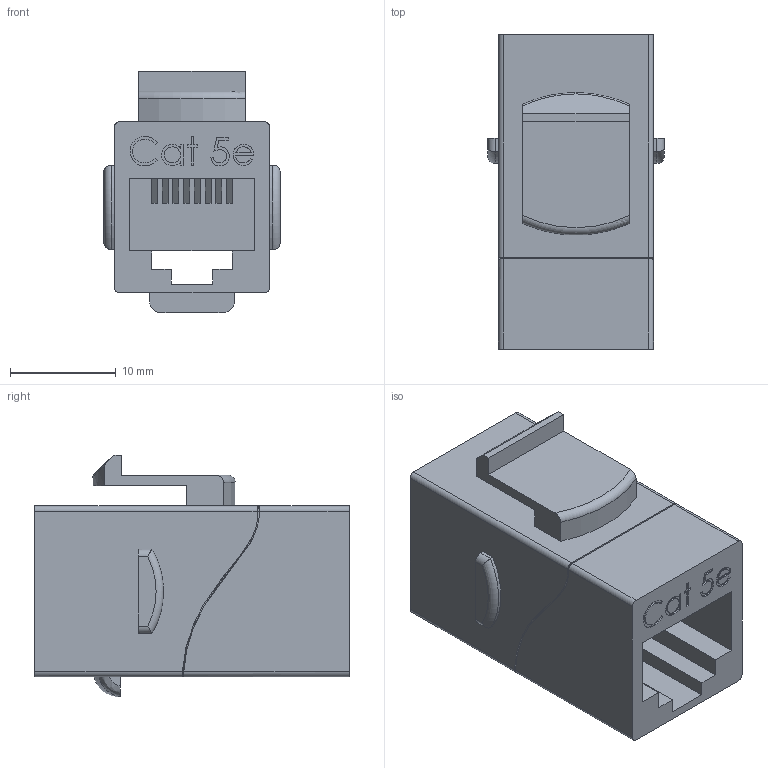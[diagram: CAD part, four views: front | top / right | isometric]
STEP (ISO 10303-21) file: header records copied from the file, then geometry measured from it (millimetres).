
FILE_DESCRIPTION (( 'STEP AP203' ), '1' );
FILE_NAME ('TDG1026KC5.STEP', '2013-07-12T20:17:11', ( 'x' ), ( '' ), 'SwSTEP 2.0', 'SolidWorks 2012', '' );
FILE_SCHEMA (( 'CONFIG_CONTROL_DESIGN' ));
Length unit declared in the file: millimetre
Products named in the file (1): TDG1026KC5
Bounding box: 16.73 x 29.8 x 22.9 mm (x, y, z)
Volume: 5205 mm3; surface area: 3942.1 mm2
Topology: 1 solids, 1 shells, 292 faces, 808 edges, 536 vertices
Faces by surface type: plane 196, bspline 80, cylinder 12, torus 4
Entity records: 13376 total; most frequent: CARTESIAN_POINT 6339, ORIENTED_EDGE 1616, DIRECTION 1085, EDGE_CURVE 808, VECTOR 593, LINE 593, VERTEX_POINT 536, EDGE_LOOP 344
